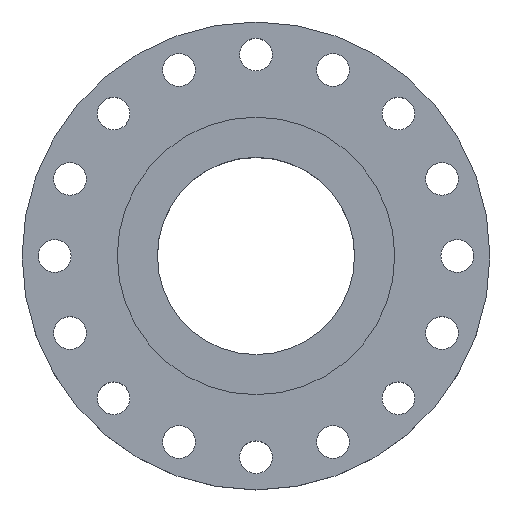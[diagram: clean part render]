
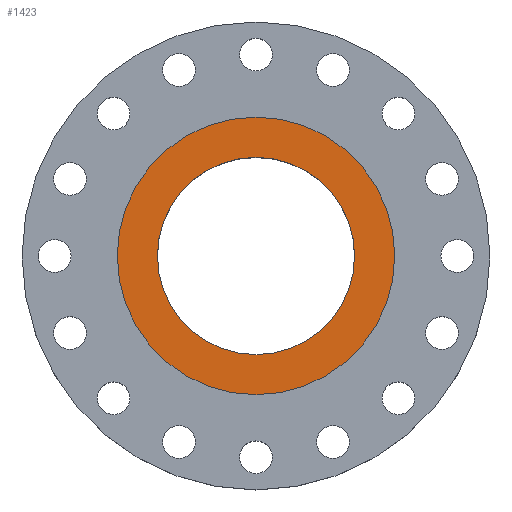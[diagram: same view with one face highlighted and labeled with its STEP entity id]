
A CAD part, top view. The second image highlights one B-rep face of the part: STEP entity #1423.
In plain terms, the highlighted planar face has unit normal (0, 0, 1).
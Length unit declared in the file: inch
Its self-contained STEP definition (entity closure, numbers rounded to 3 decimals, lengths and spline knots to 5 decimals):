
#35 = CARTESIAN_POINT ( 'NONE',  ( 0., 0., 0. ) ) ;
#46 = AXIS2_PLACEMENT_3D ( 'NONE', #35, #726, #596 ) ;
#47 = EDGE_CURVE ( 'NONE', #538, #1541, #1345, .T. ) ;
#75 = PLANE ( 'NONE',  #387 ) ;
#116 = ORIENTED_EDGE ( 'NONE', *, *, #47, .F. ) ;
#143 = CIRCLE ( 'NONE', #1575, 4.531 ) ;
#157 = EDGE_LOOP ( 'NONE', ( #1158, #671 ) ) ;
#189 = DIRECTION ( 'NONE',  ( 0., 0., -1. ) ) ;
#218 = CARTESIAN_POINT ( 'NONE',  ( 0., 0., 0. ) ) ;
#234 = DIRECTION ( 'NONE',  ( 1., 0., 0. ) ) ;
#350 = CARTESIAN_POINT ( 'NONE',  ( -4.531, 0., 0. ) ) ;
#387 = AXIS2_PLACEMENT_3D ( 'NONE', #1686, #189, #1013 ) ;
#417 = EDGE_LOOP ( 'NONE', ( #116, #1279 ) ) ;
#469 = FACE_BOUND ( 'NONE', #417, .T. ) ;
#488 = EDGE_CURVE ( 'NONE', #649, #873, #964, .T. ) ;
#499 = DIRECTION ( 'NONE',  ( 1., 0., 0. ) ) ;
#528 = CARTESIAN_POINT ( 'NONE',  ( 0., 0., 0. ) ) ;
#538 = VERTEX_POINT ( 'NONE', #776 ) ;
#595 = CARTESIAN_POINT ( 'NONE',  ( 6.375, 0., 0. ) ) ;
#596 = DIRECTION ( 'NONE',  ( 1., 0., 0. ) ) ;
#614 = EDGE_CURVE ( 'NONE', #1541, #538, #143, .T. ) ;
#649 = VERTEX_POINT ( 'NONE', #1485 ) ;
#671 = ORIENTED_EDGE ( 'NONE', *, *, #488, .T. ) ;
#726 = DIRECTION ( 'NONE',  ( 0., 0., 1. ) ) ;
#776 = CARTESIAN_POINT ( 'NONE',  ( 4.531, 0., 0. ) ) ;
#873 = VERTEX_POINT ( 'NONE', #595 ) ;
#905 = DIRECTION ( 'NONE',  ( 0., 0., 1. ) ) ;
#964 = CIRCLE ( 'NONE', #1214, 6.375 ) ;
#1006 = DIRECTION ( 'NONE',  ( 1., 0., 0. ) ) ;
#1013 = DIRECTION ( 'NONE',  ( -1., 0., 0. ) ) ;
#1132 = FACE_OUTER_BOUND ( 'NONE', #157, .T. ) ;
#1144 = DIRECTION ( 'NONE',  ( 0., 0., 1. ) ) ;
#1158 = ORIENTED_EDGE ( 'NONE', *, *, #1745, .T. ) ;
#1214 = AXIS2_PLACEMENT_3D ( 'NONE', #1288, #1144, #1006 ) ;
#1279 = ORIENTED_EDGE ( 'NONE', *, *, #614, .F. ) ;
#1288 = CARTESIAN_POINT ( 'NONE',  ( 0., 0., 0. ) ) ;
#1345 = CIRCLE ( 'NONE', #1572, 4.531 ) ;
#1423 = ADVANCED_FACE ( 'NONE', ( #469, #1132 ), #75, .F. ) ;
#1485 = CARTESIAN_POINT ( 'NONE',  ( -6.375, 0., 0. ) ) ;
#1541 = VERTEX_POINT ( 'NONE', #350 ) ;
#1565 = CIRCLE ( 'NONE', #46, 6.375 ) ;
#1572 = AXIS2_PLACEMENT_3D ( 'NONE', #218, #905, #499 ) ;
#1575 = AXIS2_PLACEMENT_3D ( 'NONE', #528, #1588, #234 ) ;
#1588 = DIRECTION ( 'NONE',  ( 0., 0., 1. ) ) ;
#1686 = CARTESIAN_POINT ( 'NONE',  ( 0., 4.531, 0. ) ) ;
#1745 = EDGE_CURVE ( 'NONE', #873, #649, #1565, .T. ) ;
